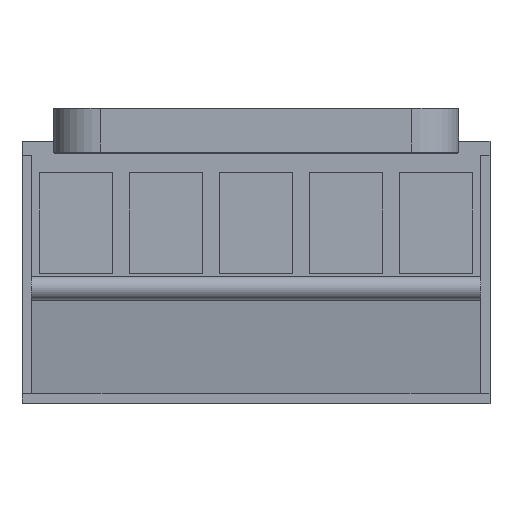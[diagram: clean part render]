
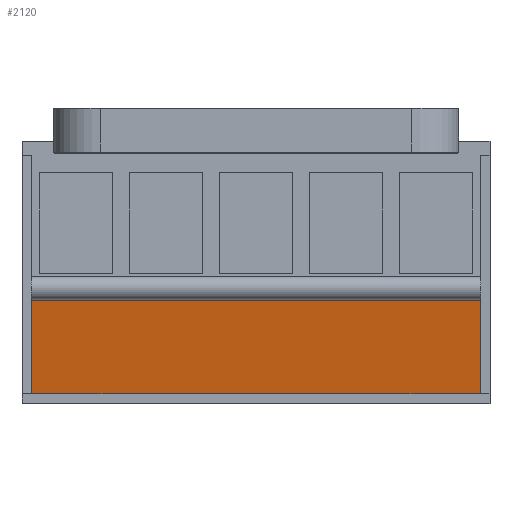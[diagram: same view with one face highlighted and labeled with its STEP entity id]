
A CAD part, top view. The second image highlights one B-rep face of the part: STEP entity #2120.
In plain terms, the highlighted planar face has unit normal (0, -0.174, 0.985).
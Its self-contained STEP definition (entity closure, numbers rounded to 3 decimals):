
#2091=AXIS2_PLACEMENT_3D('Plane Axis2P3D',#2088,#2089,#2090) ;
#188=CARTESIAN_POINT('Line Origine',(9.92,0.4,16.5)) ;
#192=CARTESIAN_POINT('Vertex',(15.635,0.4,16.5)) ;
#194=CARTESIAN_POINT('Vertex',(4.205,0.4,16.5)) ;
#197=CARTESIAN_POINT('Line Origine',(2.3,0.4,16.5)) ;
#201=CARTESIAN_POINT('Vertex',(0.395,0.4,16.5)) ;
#227=CARTESIAN_POINT('Vertex',(19.445,0.4,16.5)) ;
#230=CARTESIAN_POINT('Line Origine',(17.54,0.4,16.5)) ;
#2088=CARTESIAN_POINT('Axis2P3D Location',(16.03,0.4,16.5)) ;
#2093=CARTESIAN_POINT('Line Origine',(19.445,2.385,16.85)) ;
#2097=CARTESIAN_POINT('Vertex',(19.445,4.37,17.2)) ;
#2100=CARTESIAN_POINT('Line Origine',(9.92,4.37,17.2)) ;
#2104=CARTESIAN_POINT('Vertex',(0.395,4.37,17.2)) ;
#2107=CARTESIAN_POINT('Line Origine',(0.395,2.385,16.85)) ;
#189=DIRECTION('Vector Direction',(-1.,0.,0.)) ;
#198=DIRECTION('Vector Direction',(-1.,0.,0.)) ;
#231=DIRECTION('Vector Direction',(-1.,0.,0.)) ;
#2089=DIRECTION('Axis2P3D Direction',(0.,-0.174,0.985)) ;
#2090=DIRECTION('Axis2P3D XDirection',(0.,0.985,0.174)) ;
#2094=DIRECTION('Vector Direction',(0.,0.985,0.174)) ;
#2101=DIRECTION('Vector Direction',(-1.,0.,0.)) ;
#2108=DIRECTION('Vector Direction',(0.,0.985,0.174)) ;
#190=VECTOR('Line Direction',#189,1.) ;
#199=VECTOR('Line Direction',#198,1.) ;
#232=VECTOR('Line Direction',#231,1.) ;
#2095=VECTOR('Line Direction',#2094,1.) ;
#2102=VECTOR('Line Direction',#2101,1.) ;
#2109=VECTOR('Line Direction',#2108,1.) ;
#2113=ORIENTED_EDGE('',*,*,#196,.F.) ;
#2114=ORIENTED_EDGE('',*,*,#234,.F.) ;
#2115=ORIENTED_EDGE('',*,*,#2099,.T.) ;
#2116=ORIENTED_EDGE('',*,*,#2106,.T.) ;
#2117=ORIENTED_EDGE('',*,*,#2111,.F.) ;
#2118=ORIENTED_EDGE('',*,*,#203,.F.) ;
#2120=ADVANCED_FACE('HOUSING',(#2119),#2092,.T.) ;
#196=EDGE_CURVE('',#193,#195,#191,.T.) ;
#203=EDGE_CURVE('',#195,#202,#200,.T.) ;
#234=EDGE_CURVE('',#228,#193,#233,.T.) ;
#2099=EDGE_CURVE('',#228,#2098,#2096,.T.) ;
#2106=EDGE_CURVE('',#2098,#2105,#2103,.T.) ;
#2111=EDGE_CURVE('',#202,#2105,#2110,.T.) ;
#2112=EDGE_LOOP('',(#2113,#2114,#2115,#2116,#2117,#2118)) ;
#2119=FACE_OUTER_BOUND('',#2112,.T.) ;
#191=LINE('Line',#188,#190) ;
#200=LINE('Line',#197,#199) ;
#233=LINE('Line',#230,#232) ;
#2096=LINE('Line',#2093,#2095) ;
#2103=LINE('Line',#2100,#2102) ;
#2110=LINE('Line',#2107,#2109) ;
#2092=PLANE('',#2091) ;
#193=VERTEX_POINT('',#192) ;
#195=VERTEX_POINT('',#194) ;
#202=VERTEX_POINT('',#201) ;
#228=VERTEX_POINT('',#227) ;
#2098=VERTEX_POINT('',#2097) ;
#2105=VERTEX_POINT('',#2104) ;
